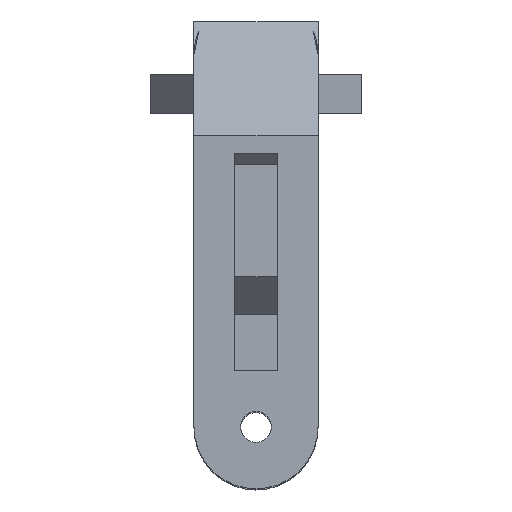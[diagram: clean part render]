
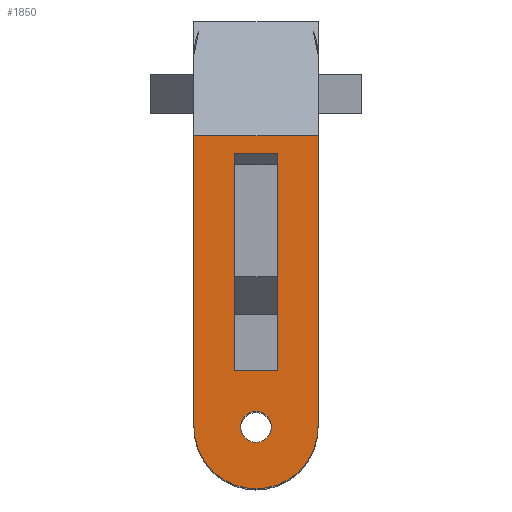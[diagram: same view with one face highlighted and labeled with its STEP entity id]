
A CAD part, top view. The second image highlights one B-rep face of the part: STEP entity #1850.
In plain terms, the highlighted planar face has unit normal (0, 0, 1).
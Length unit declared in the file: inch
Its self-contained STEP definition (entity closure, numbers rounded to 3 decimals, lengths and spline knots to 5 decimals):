
#36=CIRCLE('',#1978,0.5);
#37=CIRCLE('',#1979,0.125);
#94=PLANE('',#1977);
#116=LINE('',#2546,#344);
#119=LINE('',#2552,#347);
#123=LINE('',#2560,#351);
#127=LINE('',#2566,#355);
#294=LINE('',#2941,#522);
#303=LINE('',#2961,#531);
#307=LINE('',#2969,#535);
#344=VECTOR('',#2021,0.3937);
#347=VECTOR('',#2026,0.3937);
#351=VECTOR('',#2032,0.3937);
#355=VECTOR('',#2038,0.3937);
#522=VECTOR('',#2355,0.3937);
#531=VECTOR('',#2372,0.3937);
#535=VECTOR('',#2378,0.3937);
#641=FACE_OUTER_BOUND('',#773,.T.);
#684=FACE_BOUND('',#774,.T.);
#685=FACE_BOUND('',#775,.T.);
#773=EDGE_LOOP('',(#1632,#1633,#1634,#1635));
#774=EDGE_LOOP('',(#1636,#1637,#1638,#1639));
#775=EDGE_LOOP('',(#1640));
#816=VERTEX_POINT('',#2543);
#817=VERTEX_POINT('',#2545);
#819=VERTEX_POINT('',#2551);
#822=VERTEX_POINT('',#2559);
#955=VERTEX_POINT('',#2939);
#956=VERTEX_POINT('',#2940);
#962=VERTEX_POINT('',#2958);
#966=VERTEX_POINT('',#2968);
#967=VERTEX_POINT('',#2971);
#991=EDGE_CURVE('',#817,#816,#116,.T.);
#994=EDGE_CURVE('',#819,#817,#119,.T.);
#998=EDGE_CURVE('',#822,#819,#123,.T.);
#1002=EDGE_CURVE('',#816,#822,#127,.T.);
#1190=EDGE_CURVE('',#955,#956,#294,.T.);
#1201=EDGE_CURVE('',#956,#962,#303,.T.);
#1205=EDGE_CURVE('',#962,#966,#307,.T.);
#1206=EDGE_CURVE('',#966,#955,#36,.T.);
#1207=EDGE_CURVE('',#967,#967,#37,.T.);
#1632=ORIENTED_EDGE('',*,*,#1201,.T.);
#1633=ORIENTED_EDGE('',*,*,#1205,.T.);
#1634=ORIENTED_EDGE('',*,*,#1206,.T.);
#1635=ORIENTED_EDGE('',*,*,#1190,.T.);
#1636=ORIENTED_EDGE('',*,*,#994,.T.);
#1637=ORIENTED_EDGE('',*,*,#991,.T.);
#1638=ORIENTED_EDGE('',*,*,#1002,.T.);
#1639=ORIENTED_EDGE('',*,*,#998,.T.);
#1640=ORIENTED_EDGE('',*,*,#1207,.T.);
#1850=ADVANCED_FACE('',(#641,#684,#685),#94,.T.);
#1977=AXIS2_PLACEMENT_3D('',#2967,#2376,#2377);
#1978=AXIS2_PLACEMENT_3D('',#2970,#2379,#2380);
#1979=AXIS2_PLACEMENT_3D('',#2972,#2381,#2382);
#2021=DIRECTION('',(1.,0.,0.));
#2026=DIRECTION('',(0.,1.,0.));
#2032=DIRECTION('',(-1.,0.,0.));
#2038=DIRECTION('',(0.,-1.,0.));
#2355=DIRECTION('',(0.,1.,0.));
#2372=DIRECTION('',(-1.,0.,0.));
#2376=DIRECTION('center_axis',(0.,0.,1.));
#2377=DIRECTION('ref_axis',(1.,0.,0.));
#2378=DIRECTION('',(0.,-1.,0.));
#2379=DIRECTION('center_axis',(0.,0.,1.));
#2380=DIRECTION('ref_axis',(1.,0.,0.));
#2381=DIRECTION('center_axis',(0.,0.,-1.));
#2382=DIRECTION('ref_axis',(-1.,0.,0.));
#2543=CARTESIAN_POINT('',(0.175,2.2,5.386));
#2545=CARTESIAN_POINT('',(-0.175,2.2,5.386));
#2546=CARTESIAN_POINT('',(-0.0875,2.2,5.386));
#2551=CARTESIAN_POINT('',(-0.175,0.45,5.386));
#2552=CARTESIAN_POINT('',(-0.175,0.975,5.386));
#2559=CARTESIAN_POINT('',(0.175,0.45,5.386));
#2560=CARTESIAN_POINT('',(0.0875,0.45,5.386));
#2566=CARTESIAN_POINT('',(0.175,1.85,5.386));
#2939=CARTESIAN_POINT('',(0.5,0.,5.386));
#2940=CARTESIAN_POINT('',(0.5,2.34697,5.386));
#2941=CARTESIAN_POINT('',(0.5,2.475,5.386));
#2958=CARTESIAN_POINT('',(-0.5,2.34697,5.386));
#2961=CARTESIAN_POINT('',(0.25,2.34697,5.386));
#2967=CARTESIAN_POINT('Origin',(0.,1.5,5.386));
#2968=CARTESIAN_POINT('',(-0.5,0.,5.386));
#2969=CARTESIAN_POINT('',(-0.5,3.,5.386));
#2970=CARTESIAN_POINT('Origin',(0.,0.,5.386));
#2971=CARTESIAN_POINT('',(0.125,0.,5.386));
#2972=CARTESIAN_POINT('Origin',(0.,0.,5.386));
